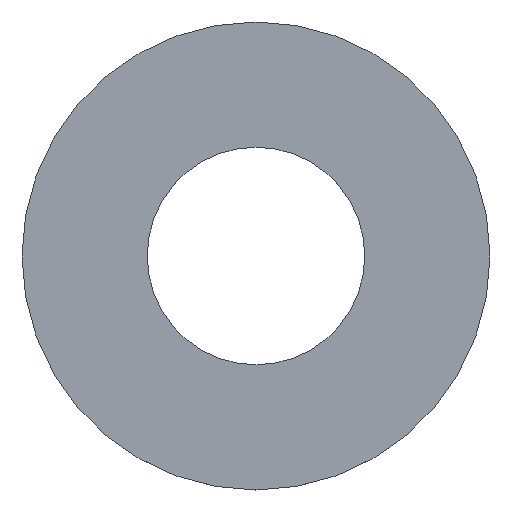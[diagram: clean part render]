
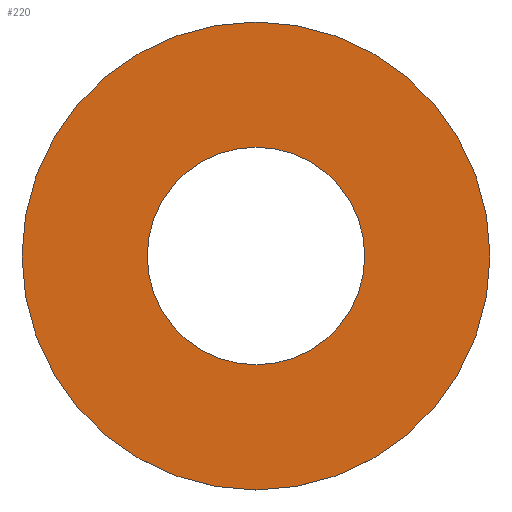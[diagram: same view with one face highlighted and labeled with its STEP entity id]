
A CAD part, top view. The second image highlights one B-rep face of the part: STEP entity #220.
In plain terms, the highlighted planar face has unit normal (0, 0, 1).
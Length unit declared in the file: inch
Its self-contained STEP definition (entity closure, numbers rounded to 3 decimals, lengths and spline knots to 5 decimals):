
#38 = VERTEX_POINT('',#39);
#39 = CARTESIAN_POINT('',(0.06098,0.,0.00197));
#46 = CYLINDRICAL_SURFACE('',#47,0.06098);
#47 = AXIS2_PLACEMENT_3D('',#48,#49,#50);
#48 = CARTESIAN_POINT('',(0.,0.,0.));
#49 = DIRECTION('',(-0.,-0.,-1.));
#50 = DIRECTION('',(1.,0.,0.));
#65 = EDGE_CURVE('',#38,#38,#66,.T.);
#66 = SURFACE_CURVE('',#67,(#72,#79),.PCURVE_S1.);
#67 = CIRCLE('',#68,0.06098);
#68 = AXIS2_PLACEMENT_3D('',#69,#70,#71);
#69 = CARTESIAN_POINT('',(0.,0.,0.00197));
#70 = DIRECTION('',(0.,0.,1.));
#71 = DIRECTION('',(1.,0.,0.));
#72 = PCURVE('',#46,#73);
#73 = DEFINITIONAL_REPRESENTATION('',(#74),#78);
#74 = LINE('',#75,#76);
#75 = CARTESIAN_POINT('',(-0.,-0.002));
#76 = VECTOR('',#77,1.);
#77 = DIRECTION('',(-1.,0.));
#78 = ( GEOMETRIC_REPRESENTATION_CONTEXT(2) 
PARAMETRIC_REPRESENTATION_CONTEXT() REPRESENTATION_CONTEXT('2D SPACE',''
  ) );
#79 = PCURVE('',#80,#85);
#80 = PLANE('',#81);
#81 = AXIS2_PLACEMENT_3D('',#82,#83,#84);
#82 = CARTESIAN_POINT('',(0.06098,0.,0.00197));
#83 = DIRECTION('',(0.,0.,-1.));
#84 = DIRECTION('',(-1.,0.,0.));
#85 = DEFINITIONAL_REPRESENTATION('',(#86),#94);
#86 = ( BOUNDED_CURVE() B_SPLINE_CURVE(2,(#87,#88,#89,#90,#91,#92,#93),
.UNSPECIFIED.,.F.,.F.) B_SPLINE_CURVE_WITH_KNOTS((1,2,2,2,2,1),(
    -2.0944,0.,2.0944,4.18879,6.28319,
8.37758),.UNSPECIFIED.) CURVE() GEOMETRIC_REPRESENTATION_ITEM() 
RATIONAL_B_SPLINE_CURVE((1.,0.5,1.,0.5,1.,0.5,1.)) REPRESENTATION_ITEM(
  '') );
#87 = CARTESIAN_POINT('',(0.,0.));
#88 = CARTESIAN_POINT('',(0.,0.106));
#89 = CARTESIAN_POINT('',(0.091,0.053));
#90 = CARTESIAN_POINT('',(0.183,0.));
#91 = CARTESIAN_POINT('',(0.091,-0.053));
#92 = CARTESIAN_POINT('',(0.,-0.106));
#93 = CARTESIAN_POINT('',(0.,0.));
#94 = ( GEOMETRIC_REPRESENTATION_CONTEXT(2) 
PARAMETRIC_REPRESENTATION_CONTEXT() REPRESENTATION_CONTEXT('2D SPACE',''
  ) );
#134 = VERTEX_POINT('',#135);
#135 = CARTESIAN_POINT('',(0.02835,0.,0.00197));
#142 = CYLINDRICAL_SURFACE('',#143,0.02835);
#143 = AXIS2_PLACEMENT_3D('',#144,#145,#146);
#144 = CARTESIAN_POINT('',(0.,0.,0.));
#145 = DIRECTION('',(-0.,-0.,-1.));
#146 = DIRECTION('',(1.,0.,0.));
#161 = EDGE_CURVE('',#134,#134,#162,.T.);
#162 = SURFACE_CURVE('',#163,(#168,#175),.PCURVE_S1.);
#163 = CIRCLE('',#164,0.02835);
#164 = AXIS2_PLACEMENT_3D('',#165,#166,#167);
#165 = CARTESIAN_POINT('',(0.,0.,0.00197));
#166 = DIRECTION('',(0.,0.,1.));
#167 = DIRECTION('',(1.,0.,0.));
#168 = PCURVE('',#142,#169);
#169 = DEFINITIONAL_REPRESENTATION('',(#170),#174);
#170 = LINE('',#171,#172);
#171 = CARTESIAN_POINT('',(-0.,-0.002));
#172 = VECTOR('',#173,1.);
#173 = DIRECTION('',(-1.,0.));
#174 = ( GEOMETRIC_REPRESENTATION_CONTEXT(2) 
PARAMETRIC_REPRESENTATION_CONTEXT() REPRESENTATION_CONTEXT('2D SPACE',''
  ) );
#175 = PCURVE('',#80,#176);
#176 = DEFINITIONAL_REPRESENTATION('',(#177),#185);
#177 = ( BOUNDED_CURVE() B_SPLINE_CURVE(2,(#178,#179,#180,#181,#182,#183
,#184),.UNSPECIFIED.,.F.,.F.) B_SPLINE_CURVE_WITH_KNOTS((1,2,2,2,2,1),(
    -2.0944,0.,2.0944,4.18879,6.28319,
8.37758),.UNSPECIFIED.) CURVE() GEOMETRIC_REPRESENTATION_ITEM() 
RATIONAL_B_SPLINE_CURVE((1.,0.5,1.,0.5,1.,0.5,1.)) REPRESENTATION_ITEM(
  '') );
#178 = CARTESIAN_POINT('',(0.033,0.));
#179 = CARTESIAN_POINT('',(0.033,0.049));
#180 = CARTESIAN_POINT('',(0.075,0.025));
#181 = CARTESIAN_POINT('',(0.118,0.));
#182 = CARTESIAN_POINT('',(0.075,-0.025));
#183 = CARTESIAN_POINT('',(0.033,-0.049));
#184 = CARTESIAN_POINT('',(0.033,0.));
#185 = ( GEOMETRIC_REPRESENTATION_CONTEXT(2) 
PARAMETRIC_REPRESENTATION_CONTEXT() REPRESENTATION_CONTEXT('2D SPACE',''
  ) );
#220 = ADVANCED_FACE('',(#221,#224),#80,.F.);
#221 = FACE_BOUND('',#222,.T.);
#222 = EDGE_LOOP('',(#223));
#223 = ORIENTED_EDGE('',*,*,#65,.T.);
#224 = FACE_BOUND('',#225,.F.);
#225 = EDGE_LOOP('',(#226));
#226 = ORIENTED_EDGE('',*,*,#161,.T.);
